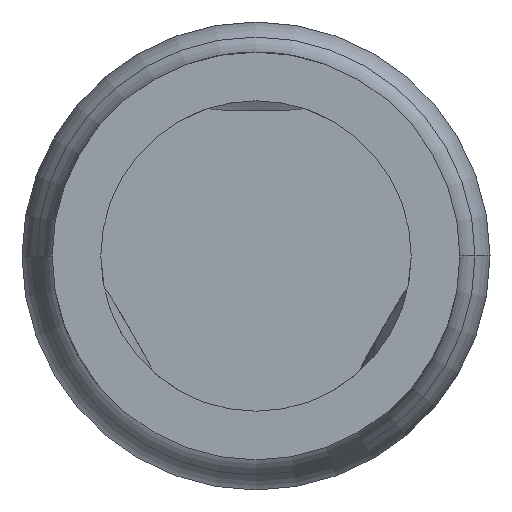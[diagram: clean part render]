
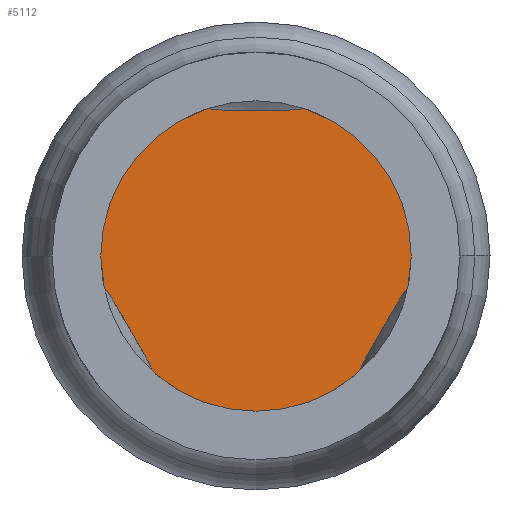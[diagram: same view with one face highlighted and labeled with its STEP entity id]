
A CAD part, front view. The second image highlights one B-rep face of the part: STEP entity #5112.
In plain terms, the highlighted planar face has unit normal (0, -1, 0).
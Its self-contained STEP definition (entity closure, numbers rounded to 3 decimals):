
#550 = EDGE_CURVE ( 'Defeature ausgef�hrt1_0+Defeature ausgef�hrt1_42+Defeature ausgef�hrt1_42+Defeature ausgef�hrt1_42', #2926, #1298, #726, .T. ) ;
#629 = DIRECTION ( 'NONE',  ( 0., 1., 0. ) ) ;
#726 = CIRCLE ( 'NONE', #4121, 0.338 ) ;
#812 = ORIENTED_EDGE ( 'NONE', *, *, #3687, .F. ) ;
#865 = DIRECTION ( 'NONE',  ( 0., 1., 0. ) ) ;
#1298 = VERTEX_POINT ( 'NONE', #4766 ) ;
#1803 = DIRECTION ( 'NONE',  ( -1., 0., 0. ) ) ;
#1916 = ORIENTED_EDGE ( 'NONE', *, *, #550, .F. ) ;
#1949 = CARTESIAN_POINT ( 'NONE',  ( 0., -25.3, 0. ) ) ;
#2053 = CIRCLE ( 'NONE', #3841, 0.338 ) ;
#2151 = CARTESIAN_POINT ( 'NONE',  ( 0., -25.3, 0. ) ) ;
#2333 = FACE_OUTER_BOUND ( 'NONE', #2336, .T. ) ;
#2336 = EDGE_LOOP ( 'NONE', ( #1916, #812 ) ) ;
#2357 = DIRECTION ( 'NONE',  ( 1., 0., 0. ) ) ;
#2451 = DIRECTION ( 'NONE',  ( 0., 1., 0. ) ) ;
#2606 = PLANE ( 'NONE',  #4912 ) ;
#2926 = VERTEX_POINT ( 'NONE', #4081 ) ;
#3687 = EDGE_CURVE ( 'Defeature ausgef�hrt1_0+Defeature ausgef�hrt1_42+Defeature ausgef�hrt1_42+Defeature ausgef�hrt1_42', #1298, #2926, #2053, .T. ) ;
#3737 = CARTESIAN_POINT ( 'NONE',  ( 0., -25.3, 0. ) ) ;
#3841 = AXIS2_PLACEMENT_3D ( 'NONE', #1949, #629, #2357 ) ;
#4081 = CARTESIAN_POINT ( 'NONE',  ( -0.338, -25.3, 0. ) ) ;
#4121 = AXIS2_PLACEMENT_3D ( 'NONE', #3737, #2451, #5025 ) ;
#4766 = CARTESIAN_POINT ( 'NONE',  ( 0.338, -25.3, 0. ) ) ;
#4912 = AXIS2_PLACEMENT_3D ( 'NONE', #2151, #865, #1803 ) ;
#5025 = DIRECTION ( 'NONE',  ( 1., 0., 0. ) ) ;
#5112 = ADVANCED_FACE ( 'Defeature ausgef�hrt1_42', ( #2333 ), #2606, .F. ) ;
